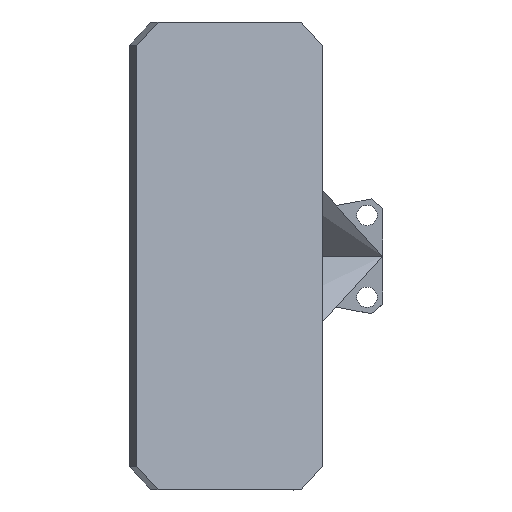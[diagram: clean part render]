
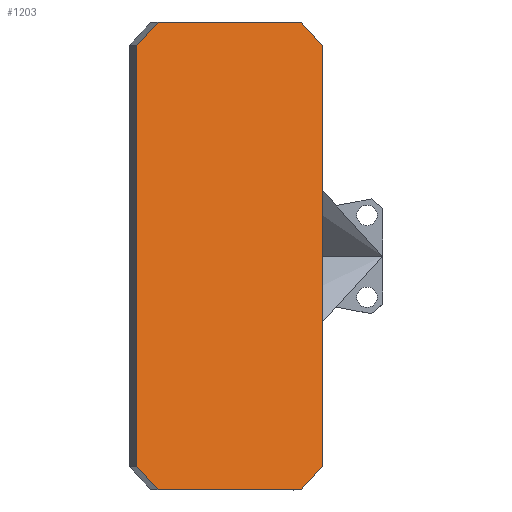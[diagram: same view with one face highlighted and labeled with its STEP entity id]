
A CAD part, top view. The second image highlights one B-rep face of the part: STEP entity #1203.
In plain terms, the highlighted planar face has unit normal (0.423, 0, 0.906).
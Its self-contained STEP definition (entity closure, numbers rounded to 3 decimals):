
#315=FACE_OUTER_BOUND('',#374,.T.);
#374=EDGE_LOOP('',(#1065,#1066,#1067,#1068,#1069,#1070,#1071,#1072));
#405=LINE('',#1609,#533);
#494=LINE('',#1915,#622);
#496=LINE('',#1919,#624);
#497=LINE('',#1921,#625);
#498=LINE('',#1923,#626);
#499=LINE('',#1925,#627);
#500=LINE('',#1927,#628);
#501=LINE('',#1928,#629);
#533=VECTOR('',#1332,10.);
#622=VECTOR('',#1495,10.);
#624=VECTOR('',#1499,10.);
#625=VECTOR('',#1500,10.);
#626=VECTOR('',#1501,10.);
#627=VECTOR('',#1502,10.);
#628=VECTOR('',#1503,10.);
#629=VECTOR('',#1504,10.);
#658=VERTEX_POINT('',#1606);
#659=VERTEX_POINT('',#1608);
#711=VERTEX_POINT('',#1914);
#712=VERTEX_POINT('',#1918);
#713=VERTEX_POINT('',#1920);
#714=VERTEX_POINT('',#1922);
#715=VERTEX_POINT('',#1924);
#716=VERTEX_POINT('',#1926);
#742=EDGE_CURVE('',#658,#659,#405,.T.);
#835=EDGE_CURVE('',#711,#658,#494,.T.);
#837=EDGE_CURVE('',#712,#711,#496,.T.);
#838=EDGE_CURVE('',#713,#712,#497,.T.);
#839=EDGE_CURVE('',#714,#713,#498,.T.);
#840=EDGE_CURVE('',#715,#714,#499,.T.);
#841=EDGE_CURVE('',#715,#716,#500,.T.);
#842=EDGE_CURVE('',#659,#716,#501,.T.);
#1065=ORIENTED_EDGE('',*,*,#835,.F.);
#1066=ORIENTED_EDGE('',*,*,#837,.F.);
#1067=ORIENTED_EDGE('',*,*,#838,.F.);
#1068=ORIENTED_EDGE('',*,*,#839,.F.);
#1069=ORIENTED_EDGE('',*,*,#840,.F.);
#1070=ORIENTED_EDGE('',*,*,#841,.T.);
#1071=ORIENTED_EDGE('',*,*,#842,.F.);
#1072=ORIENTED_EDGE('',*,*,#742,.F.);
#1150=PLANE('',#1275);
#1203=ADVANCED_FACE('',(#315),#1150,.T.);
#1275=AXIS2_PLACEMENT_3D('',#1917,#1497,#1498);
#1332=DIRECTION('',(0.906,0.,-0.423));
#1495=DIRECTION('',(0.641,0.707,-0.299));
#1497=DIRECTION('center_axis',(0.423,0.,0.906));
#1498=DIRECTION('ref_axis',(0.906,0.,-0.423));
#1499=DIRECTION('',(0.,1.,0.));
#1500=DIRECTION('',(-0.641,0.707,0.299));
#1501=DIRECTION('',(-0.906,0.,0.423));
#1502=DIRECTION('',(-0.641,-0.707,0.299));
#1503=DIRECTION('',(0.,1.,0.));
#1504=DIRECTION('',(0.641,-0.707,-0.299));
#1606=CARTESIAN_POINT('',(-21.717,40.,40.924));
#1608=CARTESIAN_POINT('',(2.753,40.,29.514));
#1609=CARTESIAN_POINT('',(-25.343,40.,42.615));
#1914=CARTESIAN_POINT('',(-25.343,36.,42.615));
#1915=CARTESIAN_POINT('',(-32.593,28.,45.996));
#1917=CARTESIAN_POINT('Origin',(-25.343,0.,42.615));
#1918=CARTESIAN_POINT('',(-25.343,-36.,42.615));
#1919=CARTESIAN_POINT('',(-25.343,0.,42.615));
#1920=CARTESIAN_POINT('',(-21.717,-40.,40.924));
#1921=CARTESIAN_POINT('',(-32.593,-28.,45.996));
#1922=CARTESIAN_POINT('',(2.753,-40.,29.514));
#1923=CARTESIAN_POINT('',(-25.343,-40.,42.615));
#1924=CARTESIAN_POINT('',(6.378,-36.,27.823));
#1925=CARTESIAN_POINT('',(5.699,-36.75,28.14));
#1926=CARTESIAN_POINT('',(6.378,36.,27.823));
#1927=CARTESIAN_POINT('',(6.378,0.,27.823));
#1928=CARTESIAN_POINT('',(5.699,36.75,28.14));
